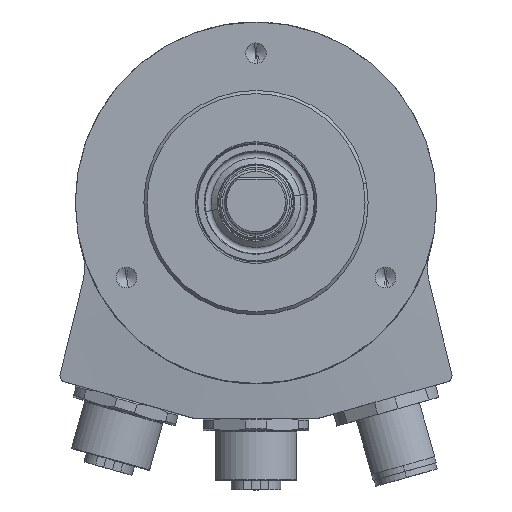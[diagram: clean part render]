
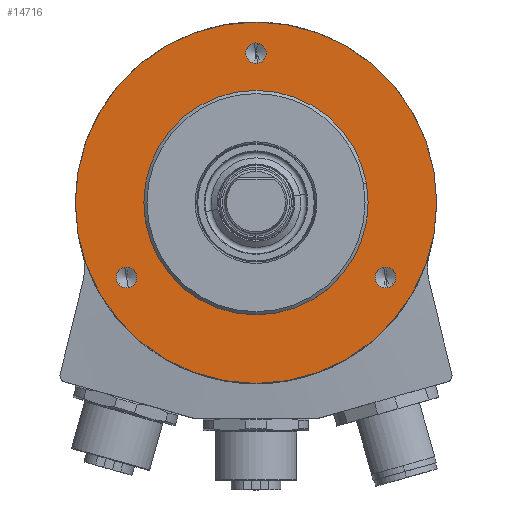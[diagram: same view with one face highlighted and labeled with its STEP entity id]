
A CAD part, top view. The second image highlights one B-rep face of the part: STEP entity #14716.
In plain terms, the highlighted planar face has unit normal (0, 0, 1).
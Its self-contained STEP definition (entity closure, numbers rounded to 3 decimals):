
#2803=CARTESIAN_POINT('',(0.,0.,20.5));
#2804=DIRECTION('',(0.,0.,1.));
#2805=DIRECTION('',(-0.985,-0.174,0.));
#2806=AXIS2_PLACEMENT_3D('',#2803,#2804,#2805);
#2808=CARTESIAN_POINT('',(0.,0.,20.5));
#2809=DIRECTION('',(0.,0.,-1.));
#2810=DIRECTION('',(-0.985,-0.174,0.));
#2811=AXIS2_PLACEMENT_3D('',#2808,#2809,#2810);
#2813=CARTESIAN_POINT('',(0.,24.,20.5));
#2814=DIRECTION('',(0.,0.,1.));
#2815=DIRECTION('',(0.174,-0.985,0.));
#2816=AXIS2_PLACEMENT_3D('',#2813,#2814,#2815);
#2818=CARTESIAN_POINT('',(0.,24.,20.5));
#2819=DIRECTION('',(0.,0.,1.));
#2820=DIRECTION('',(-0.174,0.985,0.));
#2821=AXIS2_PLACEMENT_3D('',#2818,#2819,#2820);
#2823=CARTESIAN_POINT('',(20.785,-12.,20.5));
#2824=DIRECTION('',(0.,0.,1.));
#2825=DIRECTION('',(0.174,-0.985,0.));
#2826=AXIS2_PLACEMENT_3D('',#2823,#2824,#2825);
#2828=CARTESIAN_POINT('',(20.785,-12.,20.5));
#2829=DIRECTION('',(0.,0.,1.));
#2830=DIRECTION('',(-0.174,0.985,0.));
#2831=AXIS2_PLACEMENT_3D('',#2828,#2829,#2830);
#2833=CARTESIAN_POINT('',(-20.785,-12.,20.5));
#2834=DIRECTION('',(0.,0.,1.));
#2835=DIRECTION('',(0.174,-0.985,0.));
#2836=AXIS2_PLACEMENT_3D('',#2833,#2834,#2835);
#2838=CARTESIAN_POINT('',(-20.785,-12.,20.5));
#2839=DIRECTION('',(0.,0.,1.));
#2840=DIRECTION('',(-0.174,0.985,0.));
#2841=AXIS2_PLACEMENT_3D('',#2838,#2839,#2840);
#2843=CARTESIAN_POINT('',(0.,0.,20.5));
#2844=DIRECTION('',(0.,0.,1.));
#2845=DIRECTION('',(-0.985,-0.174,0.));
#2846=AXIS2_PLACEMENT_3D('',#2843,#2844,#2845);
#2853=CARTESIAN_POINT('',(0.,0.,20.5));
#2854=DIRECTION('',(0.,0.,1.));
#2855=DIRECTION('',(0.985,0.174,0.));
#2856=AXIS2_PLACEMENT_3D('',#2853,#2854,#2855);
#10600=CARTESIAN_POINT('',(-17.727,-3.126,20.5));
#10601=CARTESIAN_POINT('',(17.727,3.126,20.5));
#10602=VERTEX_POINT('',#10600);
#10603=VERTEX_POINT('',#10601);
#10604=CARTESIAN_POINT('',(-28.559,-5.036,20.5));
#10605=CARTESIAN_POINT('',(28.559,5.036,20.5));
#10606=VERTEX_POINT('',#10604);
#10607=VERTEX_POINT('',#10605);
#10614=CARTESIAN_POINT('',(0.287,22.375,20.5));
#10615=VERTEX_POINT('',#10614);
#10616=CARTESIAN_POINT('',(-0.287,25.625,20.5));
#10617=VERTEX_POINT('',#10616);
#10624=CARTESIAN_POINT('',(21.071,-13.625,20.5));
#10625=VERTEX_POINT('',#10624);
#10626=CARTESIAN_POINT('',(20.498,-10.375,20.5));
#10627=VERTEX_POINT('',#10626);
#10634=CARTESIAN_POINT('',(-20.498,-13.625,20.5));
#10635=VERTEX_POINT('',#10634);
#10636=CARTESIAN_POINT('',(-21.071,-10.375,20.5));
#10637=VERTEX_POINT('',#10636);
#14683=CARTESIAN_POINT('',(0.,0.,20.5));
#14684=DIRECTION('',(0.,0.,1.));
#14685=DIRECTION('',(-0.985,-0.174,0.));
#14686=AXIS2_PLACEMENT_3D('',#14683,#14684,#14685);
#14687=PLANE('',#14686);
#14689=ORIENTED_EDGE('',*,*,#14688,.F.);
#14691=ORIENTED_EDGE('',*,*,#14690,.F.);
#14692=EDGE_LOOP('',(#14689,#14691));
#14693=FACE_OUTER_BOUND('',#14692,.F.);
#14694=ORIENTED_EDGE('',*,*,#14670,.T.);
#14695=ORIENTED_EDGE('',*,*,#14649,.F.);
#14696=EDGE_LOOP('',(#14694,#14695));
#14697=FACE_BOUND('',#14696,.F.);
#14699=ORIENTED_EDGE('',*,*,#14698,.T.);
#14701=ORIENTED_EDGE('',*,*,#14700,.T.);
#14702=EDGE_LOOP('',(#14699,#14701));
#14703=FACE_BOUND('',#14702,.F.);
#14705=ORIENTED_EDGE('',*,*,#14704,.T.);
#14707=ORIENTED_EDGE('',*,*,#14706,.T.);
#14708=EDGE_LOOP('',(#14705,#14707));
#14709=FACE_BOUND('',#14708,.F.);
#14711=ORIENTED_EDGE('',*,*,#14710,.T.);
#14713=ORIENTED_EDGE('',*,*,#14712,.T.);
#14714=EDGE_LOOP('',(#14711,#14713));
#14715=FACE_BOUND('',#14714,.F.);
#14716=ADVANCED_FACE('',(#14693,#14697,#14703,#14709,#14715),#14687,.T.);
#2807=CIRCLE('',#2806,18.);
#2812=CIRCLE('',#2811,18.);
#2817=CIRCLE('',#2816,1.65);
#2822=CIRCLE('',#2821,1.65);
#2827=CIRCLE('',#2826,1.65);
#2832=CIRCLE('',#2831,1.65);
#2837=CIRCLE('',#2836,1.65);
#2842=CIRCLE('',#2841,1.65);
#2847=CIRCLE('',#2846,29.);
#2857=CIRCLE('',#2856,29.);
#14649=EDGE_CURVE('',#10602,#10603,#2812,.T.);
#14670=EDGE_CURVE('',#10602,#10603,#2807,.T.);
#14688=EDGE_CURVE('',#10606,#10607,#2847,.T.);
#14690=EDGE_CURVE('',#10607,#10606,#2857,.T.);
#14698=EDGE_CURVE('',#10615,#10617,#2817,.T.);
#14700=EDGE_CURVE('',#10617,#10615,#2822,.T.);
#14704=EDGE_CURVE('',#10625,#10627,#2827,.T.);
#14706=EDGE_CURVE('',#10627,#10625,#2832,.T.);
#14710=EDGE_CURVE('',#10635,#10637,#2837,.T.);
#14712=EDGE_CURVE('',#10637,#10635,#2842,.T.);
